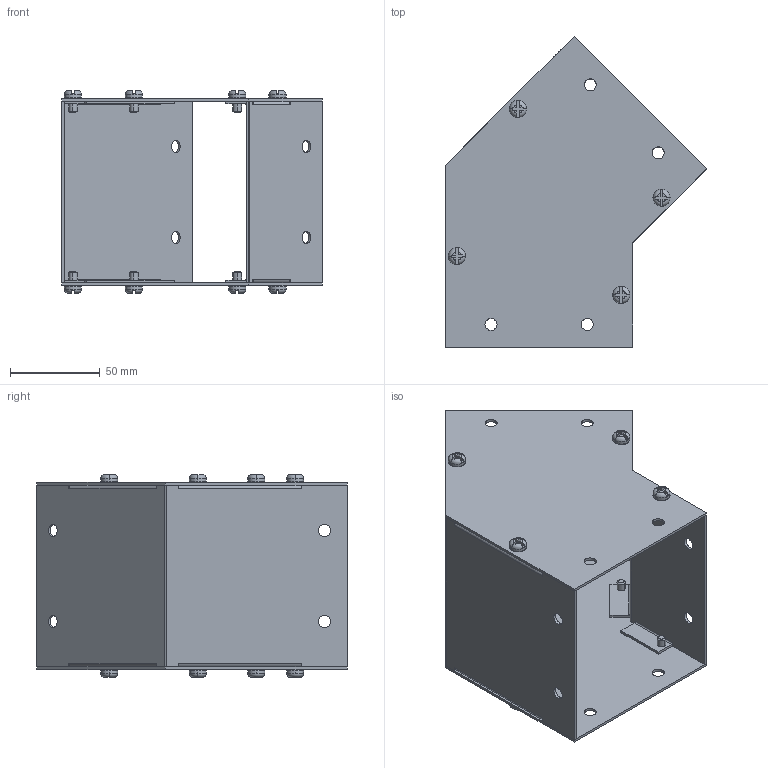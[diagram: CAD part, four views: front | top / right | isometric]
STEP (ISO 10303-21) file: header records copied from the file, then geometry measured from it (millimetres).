
FILE_DESCRIPTION (( 'STEP AP203' ), '1' );
FILE_NAME ('CWEL445.step', '2024-04-25T14:51:39', ( '' ), ( '' ), 'SwSTEP 2.0', 'SolidWorks 2023', '' );
FILE_SCHEMA (( 'CONFIG_CONTROL_DESIGN' ));
Length unit declared in the file: inch
Products named in the file (1): CWEL445
Bounding box: 145.73 x 173.45 x 113.39 mm (x, y, z)
Volume: 103206.7 mm3; surface area: 145707.9 mm2
Topology: 12 solids, 12 shells, 412 faces, 1082 edges, 702 vertices
Faces by surface type: plane 248, cylinder 116, torus 32, cone 16
Entity records: 14281 total; most frequent: CARTESIAN_POINT 3855, ORIENTED_EDGE 2164, DIRECTION 2126, EDGE_CURVE 1082, AXIS2_PLACEMENT_3D 753, VERTEX_POINT 702, LINE 620, VECTOR 620
